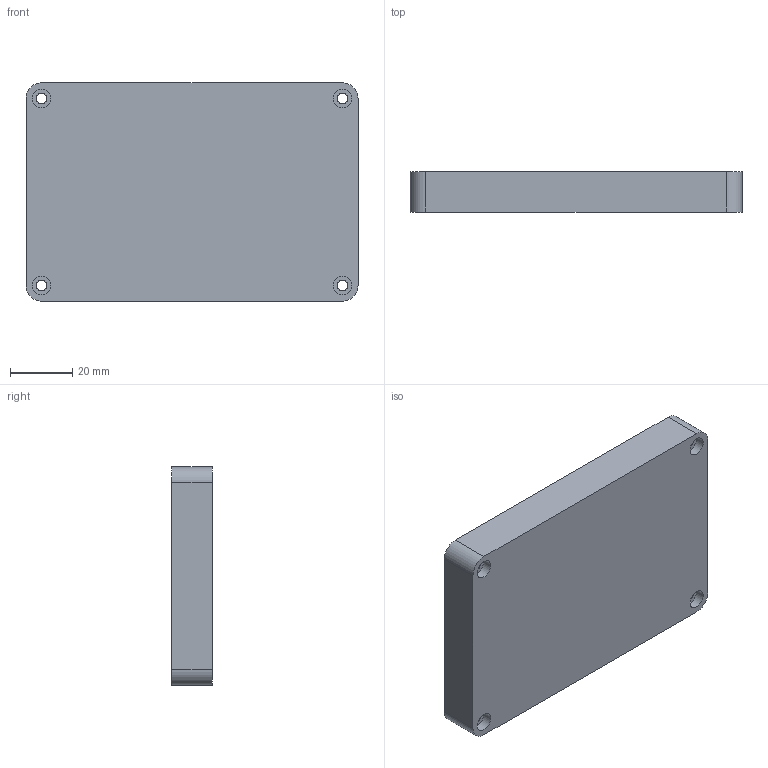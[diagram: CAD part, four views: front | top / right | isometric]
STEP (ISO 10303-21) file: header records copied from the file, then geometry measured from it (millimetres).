
FILE_DESCRIPTION(/* description */ (''),/* implementation_level */ '2;1');
FILE_NAME(/* name */ 'e26cf488-24e0-40af-bbc2-f579823e3580.stp',/* time_stamp */ '2025-06-28T03:05:47Z',/* author */ (''),/* organization */ (''),/* preprocessor_version */ 'ST-DEVELOPER v20.1',/* originating_system */ 'Autodesk Translation Framework v14.10.0.0',/* authorisation */ '');
FILE_SCHEMA (('AUTOMOTIVE_DESIGN { 1 0 10303 214 3 1 1 }'));
Length unit declared in the file: millimetre
Products named in the file (2): 2025-06-16-15-08-16-274; 2025-06-16-15-09-30-038
Bounding box: 106.55 x 13 x 70.05 mm (x, y, z)
Volume: 50024.2 mm3; surface area: 22619.4 mm2
Topology: 1 solids, 1 shells, 622 faces, 1719 edges, 1146 vertices
Faces by surface type: bspline 367, plane 243, cylinder 12
Full cylindrical faces by diameter (mm): 3.4 x4, 6 x4
Entity records: 23166 total; most frequent: CARTESIAN_POINT 9729, ORIENTED_EDGE 3438, EDGE_CURVE 1719, DIRECTION 1525, VERTEX_POINT 1146, LINE 961, VECTOR 961, B_SPLINE_CURVE_WITH_KNOTS 734
